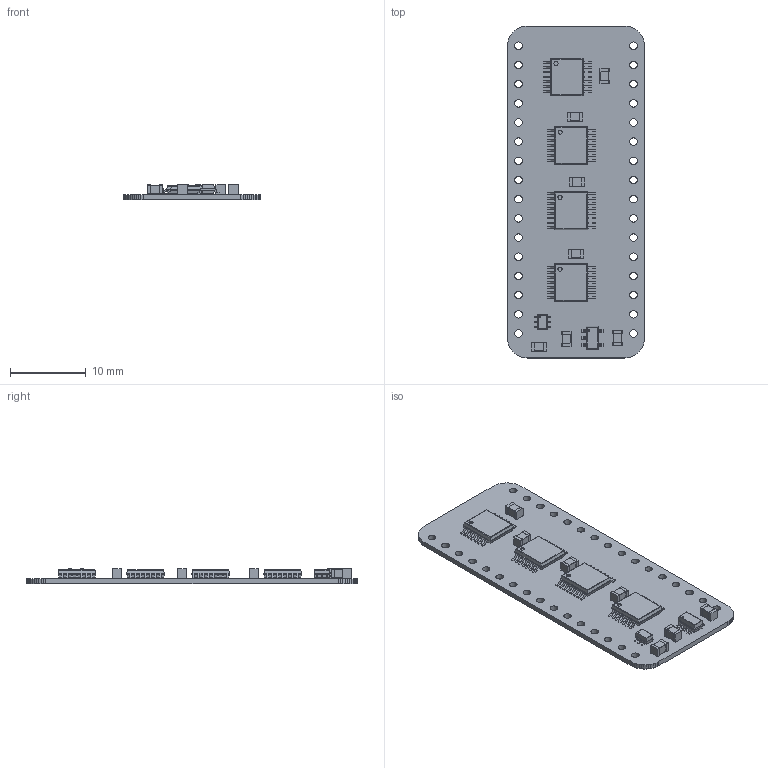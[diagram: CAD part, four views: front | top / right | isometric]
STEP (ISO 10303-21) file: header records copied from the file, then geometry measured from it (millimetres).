
FILE_DESCRIPTION(('KiCad electronic assembly'),'2;1');
FILE_NAME('Device Decode stage B.step','2023-10-18T20:47:47',('Pcbnew'), ('Kicad'),'Open CASCADE STEP processor 7.6','KiCad to STEP converter', 'Unknown');
FILE_SCHEMA(('AUTOMOTIVE_DESIGN { 1 0 10303 214 1 1 1 1 }'));
Length unit declared in the file: millimetre
Products named in the file (12): Device Decode stage B 1; C_0805_2012Metric; SOLID; AP7365-33WG-7; COMPOUND; 74LVC74APW,118; MC74VHC139DR2G; 74LVC2G34GW,125; Device Decode stage B PCB
Assembly tree (19 placements, depth 3):
  Device Decode stage B 1
    C_0805_2012Metric  x7
      SOLID
    AP7365-33WG-7
      COMPOUND
    74LVC74APW,118  x3
      COMPOUND
    MC74VHC139DR2G
      COMPOUND
    74LVC2G34GW,125
      COMPOUND
    Device Decode stage B PCB
Bounding box: 18.13 x 43.96 x 2.03 mm (x, y, z)
Volume: 636 mm3; surface area: 2102.8 mm2
Topology: 83 solids, 83 shells, 1327 faces, 3327 edges, 2186 vertices
Faces by surface type: plane 950, cylinder 377
Full cylindrical faces by diameter (mm): 0.156 x1, 0.2 x1, 0.55 x4, 1 x32
Entity records: 48094 total; most frequent: CARTESIAN_POINT 9342, DIRECTION 7268, LINE 4843, VECTOR 4843, ORIENTED_EDGE 3754, PCURVE 3754, DEFINITIONAL_REPRESENTATION 3754, EDGE_CURVE 1877
